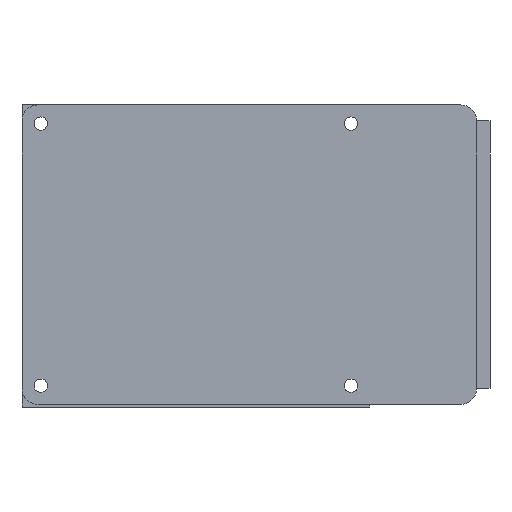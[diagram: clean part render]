
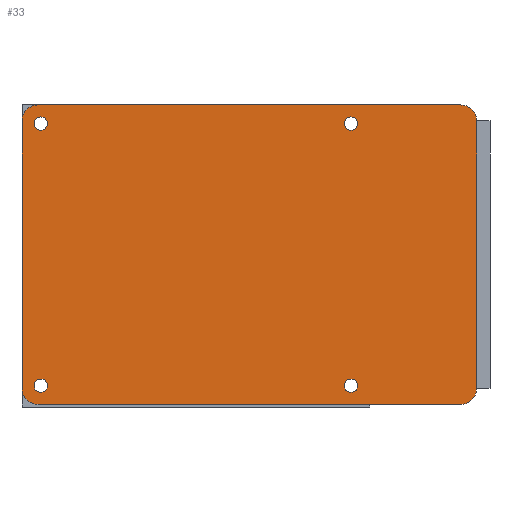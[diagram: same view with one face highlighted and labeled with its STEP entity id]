
A CAD part, front view. The second image highlights one B-rep face of the part: STEP entity #33.
In plain terms, the highlighted planar face has unit normal (0, -1, 0).
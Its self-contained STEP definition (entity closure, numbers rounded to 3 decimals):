
#5 = AXIS2_PLACEMENT_3D ( 'NONE', #738, #908, #543 ) ;
#8 = CARTESIAN_POINT ( 'NONE',  ( 42.5, 0., -28. ) ) ;
#12 = VERTEX_POINT ( 'NONE', #121 ) ;
#14 = DIRECTION ( 'NONE',  ( 0., 1., 0. ) ) ;
#23 = CARTESIAN_POINT ( 'NONE',  ( 19., 0., 23.25 ) ) ;
#30 = CARTESIAN_POINT ( 'NONE',  ( -39., 0., 24.5 ) ) ;
#33 = ADVANCED_FACE ( 'NONE', ( #339, #620, #917, #541, #52 ), #677, .F. ) ;
#34 = CIRCLE ( 'NONE', #98, 3. ) ;
#37 = CIRCLE ( 'NONE', #505, 1.25 ) ;
#38 = CARTESIAN_POINT ( 'NONE',  ( -42.5, 0., -28. ) ) ;
#40 = DIRECTION ( 'NONE',  ( 0., 0., 1. ) ) ;
#43 = DIRECTION ( 'NONE',  ( 0., 0., 1. ) ) ;
#44 = EDGE_CURVE ( 'NONE', #711, #406, #345, .T. ) ;
#49 = EDGE_CURVE ( 'NONE', #334, #368, #255, .T. ) ;
#50 = DIRECTION ( 'NONE',  ( 0., 0., 1. ) ) ;
#51 = CIRCLE ( 'NONE', #663, 3. ) ;
#52 = FACE_BOUND ( 'NONE', #187, .T. ) ;
#55 = EDGE_CURVE ( 'NONE', #286, #440, #34, .T. ) ;
#58 = VERTEX_POINT ( 'NONE', #777 ) ;
#81 = ORIENTED_EDGE ( 'NONE', *, *, #203, .T. ) ;
#92 = CARTESIAN_POINT ( 'NONE',  ( -39., 0., 24.5 ) ) ;
#98 = AXIS2_PLACEMENT_3D ( 'NONE', #644, #494, #421 ) ;
#100 = CARTESIAN_POINT ( 'NONE',  ( 39.5, 0., 28. ) ) ;
#102 = DIRECTION ( 'NONE',  ( 0., 1., 0. ) ) ;
#103 = ORIENTED_EDGE ( 'NONE', *, *, #490, .T. ) ;
#105 = LINE ( 'NONE', #839, #533 ) ;
#116 = VERTEX_POINT ( 'NONE', #568 ) ;
#121 = CARTESIAN_POINT ( 'NONE',  ( -39., 0., 23.25 ) ) ;
#124 = VERTEX_POINT ( 'NONE', #365 ) ;
#127 = CIRCLE ( 'NONE', #5, 1.25 ) ;
#130 = ORIENTED_EDGE ( 'NONE', *, *, #801, .T. ) ;
#143 = AXIS2_PLACEMENT_3D ( 'NONE', #654, #14, #576 ) ;
#153 = CARTESIAN_POINT ( 'NONE',  ( 19., 0., -25.75 ) ) ;
#158 = DIRECTION ( 'NONE',  ( 0., -1., 0. ) ) ;
#161 = CIRCLE ( 'NONE', #192, 1.25 ) ;
#167 = ORIENTED_EDGE ( 'NONE', *, *, #289, .T. ) ;
#176 = LINE ( 'NONE', #815, #342 ) ;
#182 = DIRECTION ( 'NONE',  ( 0., 0., 1. ) ) ;
#187 = EDGE_LOOP ( 'NONE', ( #167, #81 ) ) ;
#191 = VERTEX_POINT ( 'NONE', #884 ) ;
#192 = AXIS2_PLACEMENT_3D ( 'NONE', #92, #102, #522 ) ;
#202 = AXIS2_PLACEMENT_3D ( 'NONE', #273, #846, #483 ) ;
#203 = EDGE_CURVE ( 'NONE', #124, #12, #161, .T. ) ;
#210 = CARTESIAN_POINT ( 'NONE',  ( -39.5, 0., -25. ) ) ;
#229 = ORIENTED_EDGE ( 'NONE', *, *, #916, .F. ) ;
#239 = VECTOR ( 'NONE', #457, 1000. ) ;
#246 = DIRECTION ( 'NONE',  ( 0., -1., 0. ) ) ;
#252 = DIRECTION ( 'NONE',  ( 0., 0., 1. ) ) ;
#255 = CIRCLE ( 'NONE', #661, 1.25 ) ;
#267 = ORIENTED_EDGE ( 'NONE', *, *, #895, .T. ) ;
#269 = CARTESIAN_POINT ( 'NONE',  ( 19., 0., -24.5 ) ) ;
#270 = CIRCLE ( 'NONE', #892, 3. ) ;
#273 = CARTESIAN_POINT ( 'NONE',  ( 0., 0., 0. ) ) ;
#286 = VERTEX_POINT ( 'NONE', #584 ) ;
#288 = ORIENTED_EDGE ( 'NONE', *, *, #49, .T. ) ;
#289 = EDGE_CURVE ( 'NONE', #12, #124, #313, .T. ) ;
#302 = EDGE_CURVE ( 'NONE', #191, #116, #725, .T. ) ;
#304 = ORIENTED_EDGE ( 'NONE', *, *, #44, .F. ) ;
#313 = CIRCLE ( 'NONE', #433, 1.25 ) ;
#330 = EDGE_CURVE ( 'NONE', #758, #583, #463, .T. ) ;
#334 = VERTEX_POINT ( 'NONE', #372 ) ;
#335 = DIRECTION ( 'NONE',  ( 1., 0., 0. ) ) ;
#339 = FACE_OUTER_BOUND ( 'NONE', #799, .T. ) ;
#341 = AXIS2_PLACEMENT_3D ( 'NONE', #603, #829, #182 ) ;
#342 = VECTOR ( 'NONE', #50, 1000. ) ;
#345 = LINE ( 'NONE', #38, #532 ) ;
#365 = CARTESIAN_POINT ( 'NONE',  ( -39., 0., 25.75 ) ) ;
#368 = VERTEX_POINT ( 'NONE', #153 ) ;
#370 = DIRECTION ( 'NONE',  ( 0., 0., 1. ) ) ;
#372 = CARTESIAN_POINT ( 'NONE',  ( 19., 0., -23.25 ) ) ;
#379 = LINE ( 'NONE', #8, #239 ) ;
#388 = EDGE_CURVE ( 'NONE', #286, #448, #379, .T. ) ;
#406 = VERTEX_POINT ( 'NONE', #453 ) ;
#421 = DIRECTION ( 'NONE',  ( 0., 0., 1. ) ) ;
#427 = CARTESIAN_POINT ( 'NONE',  ( -42.5, 0., 25. ) ) ;
#433 = AXIS2_PLACEMENT_3D ( 'NONE', #30, #531, #252 ) ;
#434 = AXIS2_PLACEMENT_3D ( 'NONE', #525, #731, #503 ) ;
#440 = VERTEX_POINT ( 'NONE', #100 ) ;
#446 = DIRECTION ( 'NONE',  ( 0., 0., 1. ) ) ;
#448 = VERTEX_POINT ( 'NONE', #911 ) ;
#453 = CARTESIAN_POINT ( 'NONE',  ( -39.5, 0., -28. ) ) ;
#457 = DIRECTION ( 'NONE',  ( 0., 0., -1. ) ) ;
#463 = CIRCLE ( 'NONE', #434, 3. ) ;
#475 = CARTESIAN_POINT ( 'NONE',  ( 19., 0., -24.5 ) ) ;
#480 = EDGE_CURVE ( 'NONE', #711, #448, #270, .T. ) ;
#482 = CARTESIAN_POINT ( 'NONE',  ( -42.5, 0., -25. ) ) ;
#483 = DIRECTION ( 'NONE',  ( 0., 0., 1. ) ) ;
#490 = EDGE_CURVE ( 'NONE', #849, #58, #127, .T. ) ;
#494 = DIRECTION ( 'NONE',  ( 0., -1., 0. ) ) ;
#503 = DIRECTION ( 'NONE',  ( 0., 0., 1. ) ) ;
#504 = CIRCLE ( 'NONE', #853, 1.25 ) ;
#505 = AXIS2_PLACEMENT_3D ( 'NONE', #890, #524, #618 ) ;
#522 = DIRECTION ( 'NONE',  ( 0., 0., 1. ) ) ;
#524 = DIRECTION ( 'NONE',  ( 0., 1., 0. ) ) ;
#525 = CARTESIAN_POINT ( 'NONE',  ( -39.5, 0., 25. ) ) ;
#531 = DIRECTION ( 'NONE',  ( 0., 1., 0. ) ) ;
#532 = VECTOR ( 'NONE', #837, 1000. ) ;
#533 = VECTOR ( 'NONE', #335, 1000. ) ;
#536 = EDGE_CURVE ( 'NONE', #758, #440, #105, .T. ) ;
#541 = FACE_BOUND ( 'NONE', #805, .T. ) ;
#543 = DIRECTION ( 'NONE',  ( 0., 0., 1. ) ) ;
#568 = CARTESIAN_POINT ( 'NONE',  ( -39., 0., -23.25 ) ) ;
#576 = DIRECTION ( 'NONE',  ( 0., 0., 1. ) ) ;
#583 = VERTEX_POINT ( 'NONE', #427 ) ;
#584 = CARTESIAN_POINT ( 'NONE',  ( 42.5, 0., 25. ) ) ;
#595 = CIRCLE ( 'NONE', #143, 1.25 ) ;
#603 = CARTESIAN_POINT ( 'NONE',  ( -39., 0., -24.5 ) ) ;
#612 = ORIENTED_EDGE ( 'NONE', *, *, #302, .T. ) ;
#618 = DIRECTION ( 'NONE',  ( 0., 0., 1. ) ) ;
#620 = FACE_BOUND ( 'NONE', #769, .T. ) ;
#641 = ORIENTED_EDGE ( 'NONE', *, *, #645, .T. ) ;
#644 = CARTESIAN_POINT ( 'NONE',  ( 39.5, 0., 25. ) ) ;
#645 = EDGE_CURVE ( 'NONE', #368, #334, #504, .T. ) ;
#654 = CARTESIAN_POINT ( 'NONE',  ( -39., 0., -24.5 ) ) ;
#661 = AXIS2_PLACEMENT_3D ( 'NONE', #475, #860, #370 ) ;
#663 = AXIS2_PLACEMENT_3D ( 'NONE', #210, #158, #446 ) ;
#677 = PLANE ( 'NONE',  #202 ) ;
#711 = VERTEX_POINT ( 'NONE', #918 ) ;
#725 = CIRCLE ( 'NONE', #341, 1.25 ) ;
#728 = EDGE_LOOP ( 'NONE', ( #641, #288 ) ) ;
#731 = DIRECTION ( 'NONE',  ( 0., -1., 0. ) ) ;
#738 = CARTESIAN_POINT ( 'NONE',  ( 19., 0., 24.5 ) ) ;
#758 = VERTEX_POINT ( 'NONE', #939 ) ;
#763 = DIRECTION ( 'NONE',  ( 0., 1., 0. ) ) ;
#769 = EDGE_LOOP ( 'NONE', ( #612, #786 ) ) ;
#777 = CARTESIAN_POINT ( 'NONE',  ( 19., 0., 25.75 ) ) ;
#778 = EDGE_CURVE ( 'NONE', #116, #191, #595, .T. ) ;
#786 = ORIENTED_EDGE ( 'NONE', *, *, #778, .T. ) ;
#799 = EDGE_LOOP ( 'NONE', ( #229, #130, #304, #810, #869, #929, #932, #909 ) ) ;
#801 = EDGE_CURVE ( 'NONE', #912, #406, #51, .T. ) ;
#805 = EDGE_LOOP ( 'NONE', ( #103, #267 ) ) ;
#810 = ORIENTED_EDGE ( 'NONE', *, *, #480, .T. ) ;
#815 = CARTESIAN_POINT ( 'NONE',  ( -42.5, 0., -28. ) ) ;
#829 = DIRECTION ( 'NONE',  ( 0., 1., 0. ) ) ;
#832 = CARTESIAN_POINT ( 'NONE',  ( 39.5, 0., -25. ) ) ;
#837 = DIRECTION ( 'NONE',  ( -1., 0., 0. ) ) ;
#839 = CARTESIAN_POINT ( 'NONE',  ( -42.5, 0., 28. ) ) ;
#846 = DIRECTION ( 'NONE',  ( 0., 1., 0. ) ) ;
#849 = VERTEX_POINT ( 'NONE', #23 ) ;
#853 = AXIS2_PLACEMENT_3D ( 'NONE', #269, #763, #43 ) ;
#860 = DIRECTION ( 'NONE',  ( 0., 1., 0. ) ) ;
#869 = ORIENTED_EDGE ( 'NONE', *, *, #388, .F. ) ;
#884 = CARTESIAN_POINT ( 'NONE',  ( -39., 0., -25.75 ) ) ;
#890 = CARTESIAN_POINT ( 'NONE',  ( 19., 0., 24.5 ) ) ;
#892 = AXIS2_PLACEMENT_3D ( 'NONE', #832, #246, #40 ) ;
#895 = EDGE_CURVE ( 'NONE', #58, #849, #37, .T. ) ;
#908 = DIRECTION ( 'NONE',  ( 0., 1., 0. ) ) ;
#909 = ORIENTED_EDGE ( 'NONE', *, *, #330, .T. ) ;
#911 = CARTESIAN_POINT ( 'NONE',  ( 42.5, 0., -25. ) ) ;
#912 = VERTEX_POINT ( 'NONE', #482 ) ;
#916 = EDGE_CURVE ( 'NONE', #912, #583, #176, .T. ) ;
#917 = FACE_BOUND ( 'NONE', #728, .T. ) ;
#918 = CARTESIAN_POINT ( 'NONE',  ( 39.5, 0., -28. ) ) ;
#929 = ORIENTED_EDGE ( 'NONE', *, *, #55, .T. ) ;
#932 = ORIENTED_EDGE ( 'NONE', *, *, #536, .F. ) ;
#939 = CARTESIAN_POINT ( 'NONE',  ( -39.5, 0., 28. ) ) ;
